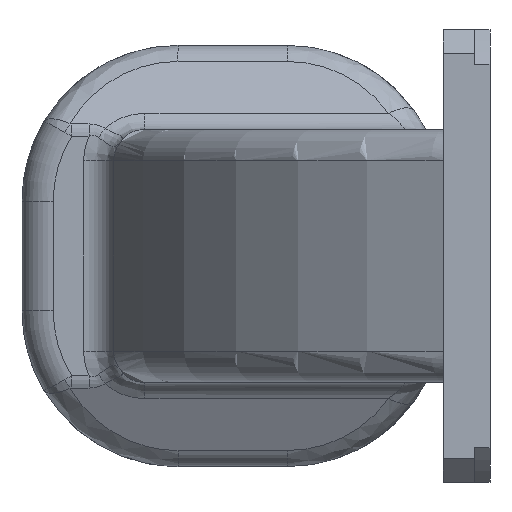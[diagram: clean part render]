
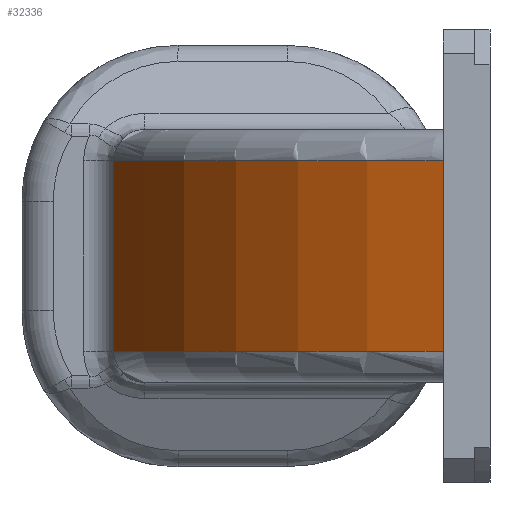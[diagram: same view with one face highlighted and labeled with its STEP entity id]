
A CAD part, left-side view. The second image highlights one B-rep face of the part: STEP entity #32336.
In plain terms, the highlighted cylindrical face has radius 34.5 mm (diameter 69 mm), a partial arc.
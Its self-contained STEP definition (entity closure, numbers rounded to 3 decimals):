
#5824=DIRECTION('',(0.,0.,1.));
#5825=VECTOR('',#5824,12.2);
#5826=CARTESIAN_POINT('',(-17.44,23.126,
-6.1));
#5827=LINE('1872',#5826,#5825);
#5828=CARTESIAN_POINT('',(-7.8,-10.,6.1));
#5829=DIRECTION('',(0.,0.,1.));
#5830=DIRECTION('',(-0.279,0.96,0.));
#5831=AXIS2_PLACEMENT_3D('',#5828,#5829,#5830);
#5833=DIRECTION('',(0.,0.,1.));
#5834=VECTOR('',#5833,12.2);
#5835=CARTESIAN_POINT('',(-40.146,2.,-6.1));
#5836=LINE('1869',#5835,#5834);
#5837=CARTESIAN_POINT('',(-7.8,-10.,-6.1));
#5838=DIRECTION('',(0.,0.,-1.));
#5839=DIRECTION('',(-0.938,0.348,0.));
#5840=AXIS2_PLACEMENT_3D('',#5837,#5838,#5839);
#17202=CARTESIAN_POINT('',(-40.146,2.,-6.1));
#17203=CARTESIAN_POINT('',(-40.146,2.,6.1));
#17204=VERTEX_POINT('',#17202);
#17205=VERTEX_POINT('',#17203);
#17208=CARTESIAN_POINT('',(-17.44,23.126,
-6.1));
#17209=CARTESIAN_POINT('',(-17.44,23.126,
6.1));
#17210=VERTEX_POINT('',#17208);
#17211=VERTEX_POINT('',#17209);
#32324=CARTESIAN_POINT('',(-7.8,-10.,-8.1));
#32325=DIRECTION('',(0.,0.,1.));
#32326=DIRECTION('',(1.,0.,0.));
#32327=AXIS2_PLACEMENT_3D('',#32324,#32325,#32326);
#32328=CYLINDRICAL_SURFACE('294',#32327,34.5);
#32329=ORIENTED_EDGE('1872',*,*,#32308,.T.);
#32330=ORIENTED_EDGE('1876',*,*,#32142,.T.);
#32331=ORIENTED_EDGE('1869',*,*,#31854,.F.);
#32333=ORIENTED_EDGE('1874',*,*,#32332,.T.);
#32334=EDGE_LOOP('294',(#32329,#32330,#32331,#32333));
#32335=FACE_OUTER_BOUND('294',#32334,.F.);
#5832=CIRCLE('1876',#5831,34.5);
#5841=CIRCLE('1874',#5840,34.5);
#31854=EDGE_CURVE('1869',#17204,#17205,#5836,.T.);
#32142=EDGE_CURVE('1876',#17211,#17205,#5832,.T.);
#32308=EDGE_CURVE('1872',#17210,#17211,#5827,.T.);
#32332=EDGE_CURVE('1874',#17204,#17210,#5841,.T.);
#32336=ADVANCED_FACE('294',(#32335),#32328,.T.);
